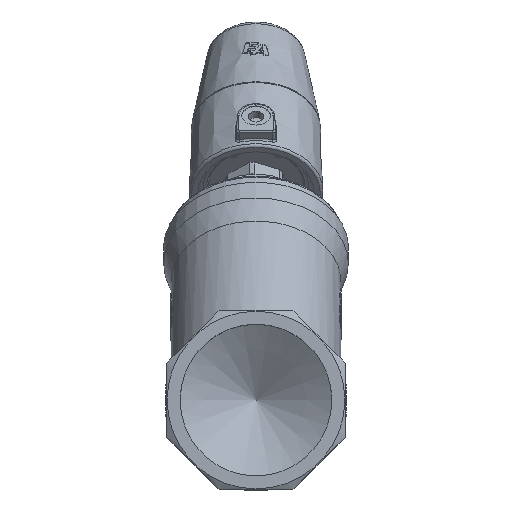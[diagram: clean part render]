
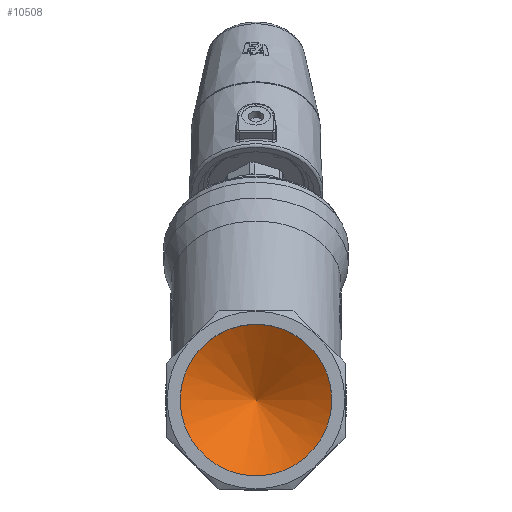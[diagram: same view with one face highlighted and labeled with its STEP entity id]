
A CAD part, top view. The second image highlights one B-rep face of the part: STEP entity #10508.
In plain terms, the highlighted conical face has half-angle 59 degrees and reference radius 21.232 mm.
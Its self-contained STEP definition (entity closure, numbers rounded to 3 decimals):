
#144=CONICAL_SURFACE('',#11382,21.232,1.03);
#571=LINE('',#25648,#1165);
#1165=VECTOR('',#13313,21.232);
#2319=FACE_OUTER_BOUND('',#2960,.T.);
#2960=EDGE_LOOP('',(#8679,#8680,#8681,#8682));
#3759=CIRCLE('',#11383,42.463);
#3760=CIRCLE('',#11384,42.463);
#4729=VERTEX_POINT('',#25644);
#4730=VERTEX_POINT('',#25645);
#4731=VERTEX_POINT('',#25647);
#6136=EDGE_CURVE('',#4729,#4730,#3759,.T.);
#6137=EDGE_CURVE('',#4730,#4731,#571,.T.);
#6138=EDGE_CURVE('',#4730,#4729,#3760,.T.);
#8679=ORIENTED_EDGE('',*,*,#6136,.T.);
#8680=ORIENTED_EDGE('',*,*,#6137,.T.);
#8681=ORIENTED_EDGE('',*,*,#6137,.F.);
#8682=ORIENTED_EDGE('',*,*,#6138,.T.);
#10508=ADVANCED_FACE('',(#2319),#144,.F.);
#11382=AXIS2_PLACEMENT_3D('',#25643,#13309,#13310);
#11383=AXIS2_PLACEMENT_3D('',#25646,#13311,#13312);
#11384=AXIS2_PLACEMENT_3D('',#25649,#13314,#13315);
#13309=DIRECTION('center_axis',(0.,0.,1.));
#13310=DIRECTION('ref_axis',(1.,0.,0.));
#13311=DIRECTION('center_axis',(0.,0.,1.));
#13312=DIRECTION('ref_axis',(1.,0.,0.));
#13313=DIRECTION('',(0.857,0.,-0.515));
#13314=DIRECTION('center_axis',(0.,0.,1.));
#13315=DIRECTION('ref_axis',(1.,0.,0.));
#25643=CARTESIAN_POINT('Origin',(0.,0.,-45.757));
#25644=CARTESIAN_POINT('',(42.463,0.,-33.));
#25645=CARTESIAN_POINT('',(-42.463,0.,-33.));
#25646=CARTESIAN_POINT('Origin',(0.,0.,-33.));
#25647=CARTESIAN_POINT('',(0.,0.,-58.514));
#25648=CARTESIAN_POINT('',(-21.232,0.,-45.757));
#25649=CARTESIAN_POINT('Origin',(0.,0.,-33.));
